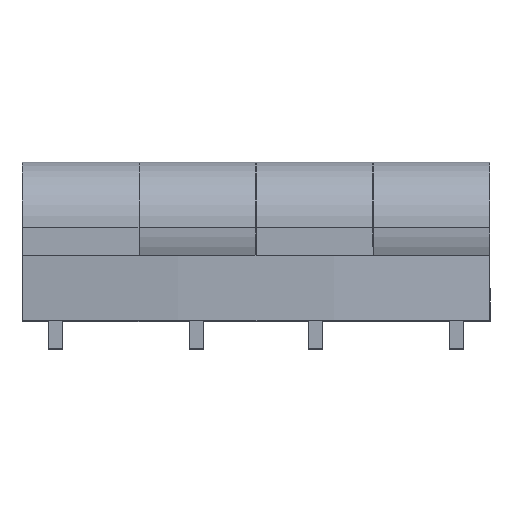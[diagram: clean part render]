
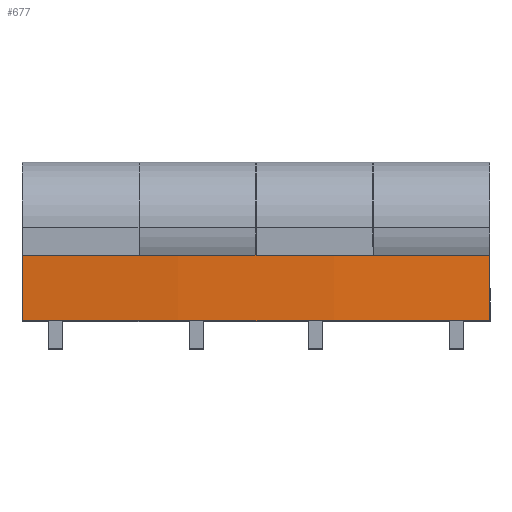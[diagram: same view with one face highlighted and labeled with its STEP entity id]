
A CAD part, top view. The second image highlights one B-rep face of the part: STEP entity #677.
In plain terms, the highlighted cylindrical face has radius 209.083 mm (diameter 418.166 mm), a partial arc.
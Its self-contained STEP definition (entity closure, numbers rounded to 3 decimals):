
#171 = EDGE_LOOP ( 'NONE', ( #1066, #1062, #1871, #1057 ) ) ;
#173 = AXIS2_PLACEMENT_3D ( 'NONE', #558, #1404, #1693 ) ;
#310 = DIRECTION ( 'NONE',  ( 0., 1., 0. ) ) ;
#387 = CIRCLE ( 'NONE', #1227, 209.083 ) ;
#421 = EDGE_CURVE ( 'NONE', #660, #1006, #1609, .T. ) ;
#434 = VERTEX_POINT ( 'NONE', #1503 ) ;
#460 = CARTESIAN_POINT ( 'NONE',  ( -158.083, 0., 0. ) ) ;
#503 = DIRECTION ( 'NONE',  ( 0., 1., 0. ) ) ;
#558 = CARTESIAN_POINT ( 'NONE',  ( -158.083, -18., 0. ) ) ;
#600 = VECTOR ( 'NONE', #503, 1000. ) ;
#660 = VERTEX_POINT ( 'NONE', #976 ) ;
#677 = ADVANCED_FACE ( 'NONE', ( #1834 ), #1267, .T. ) ;
#723 = CARTESIAN_POINT ( 'NONE',  ( 49.5, 7., 25. ) ) ;
#726 = EDGE_CURVE ( 'NONE', #1006, #778, #1844, .T. ) ;
#742 = DIRECTION ( 'NONE',  ( -1., 0., 0. ) ) ;
#778 = VERTEX_POINT ( 'NONE', #723 ) ;
#834 = LINE ( 'NONE', #1709, #1629 ) ;
#976 = CARTESIAN_POINT ( 'NONE',  ( 49.5, 0., -25. ) ) ;
#991 = DIRECTION ( 'NONE',  ( 1., 0., 0. ) ) ;
#1006 = VERTEX_POINT ( 'NONE', #1855 ) ;
#1026 = EDGE_CURVE ( 'NONE', #434, #778, #834, .T. ) ;
#1057 = ORIENTED_EDGE ( 'NONE', *, *, #726, .T. ) ;
#1062 = ORIENTED_EDGE ( 'NONE', *, *, #1110, .T. ) ;
#1066 = ORIENTED_EDGE ( 'NONE', *, *, #1026, .F. ) ;
#1110 = EDGE_CURVE ( 'NONE', #434, #660, #387, .T. ) ;
#1111 = AXIS2_PLACEMENT_3D ( 'NONE', #1854, #1129, #991 ) ;
#1129 = DIRECTION ( 'NONE',  ( 0., -1., 0. ) ) ;
#1227 = AXIS2_PLACEMENT_3D ( 'NONE', #460, #310, #742 ) ;
#1267 = CYLINDRICAL_SURFACE ( 'NONE', #173, 209.083 ) ;
#1404 = DIRECTION ( 'NONE',  ( 0., 1., 0. ) ) ;
#1414 = DIRECTION ( 'NONE',  ( 0., 1., 0. ) ) ;
#1503 = CARTESIAN_POINT ( 'NONE',  ( 49.5, 0., 25. ) ) ;
#1609 = LINE ( 'NONE', #1766, #600 ) ;
#1629 = VECTOR ( 'NONE', #1414, 1000. ) ;
#1693 = DIRECTION ( 'NONE',  ( -1., 0., 0. ) ) ;
#1709 = CARTESIAN_POINT ( 'NONE',  ( 49.5, -18., 25. ) ) ;
#1766 = CARTESIAN_POINT ( 'NONE',  ( 49.5, -18., -25. ) ) ;
#1834 = FACE_OUTER_BOUND ( 'NONE', #171, .T. ) ;
#1844 = CIRCLE ( 'NONE', #1111, 209.083 ) ;
#1854 = CARTESIAN_POINT ( 'NONE',  ( -158.083, 7., 0. ) ) ;
#1855 = CARTESIAN_POINT ( 'NONE',  ( 49.5, 7., -25. ) ) ;
#1871 = ORIENTED_EDGE ( 'NONE', *, *, #421, .T. ) ;
